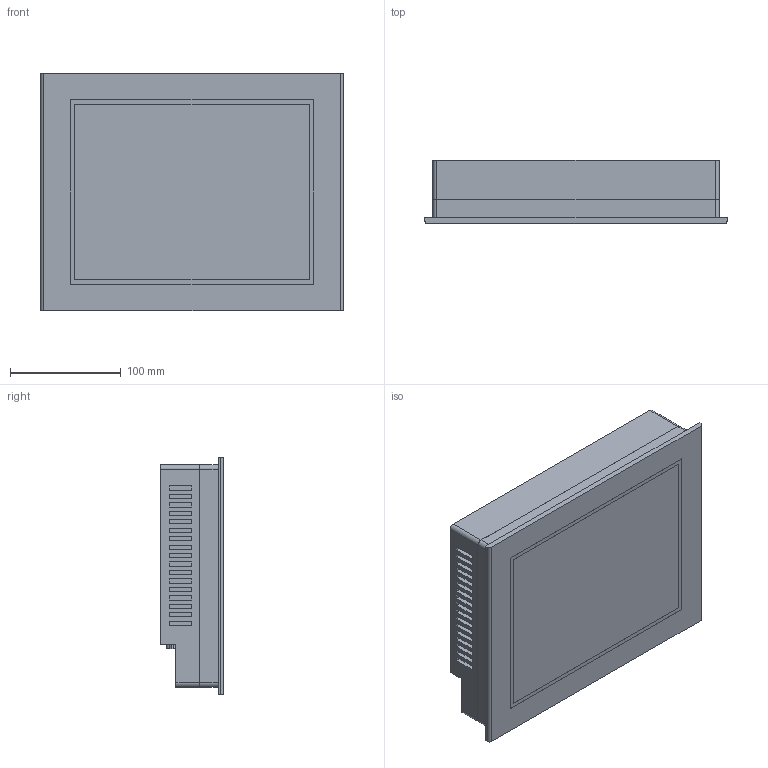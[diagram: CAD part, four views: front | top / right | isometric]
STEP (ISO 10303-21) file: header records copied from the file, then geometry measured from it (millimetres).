
FILE_DESCRIPTION(('starvars output'),'2;1');
FILE_NAME('HMIGTO5310_3D.stp','17:24:26 2020/04/01',( 'Thomas Industrial Network Germany GmbH'),( 'Thomas Industrial Network Germany GmbH'),'unknown preprocess','ACIS' ,'unknown authorization');
FILE_SCHEMA(('CONFIG_CONTROL_DESIGN {UNKNOWN IMPLEMENTATION LEVEL}'));
Length unit declared in the file: millimetre
Products named in the file (1): PRODUCT_ID_144
Bounding box: 272.5 x 57 x 214.5 mm (x, y, z)
Volume: 2634787.1 mm3; surface area: 206341.8 mm2
Topology: 1 solids, 1 shells, 379 faces, 936 edges, 624 vertices
Faces by surface type: plane 334, cylinder 45
Entity records: 10898 total; most frequent: CARTESIAN_POINT 1888, ORIENTED_EDGE 1872, DIRECTION 1690, EDGE_CURVE 936, VECTOR 838, LINE 838, VERTEX_POINT 624, EDGE_LOOP 444
